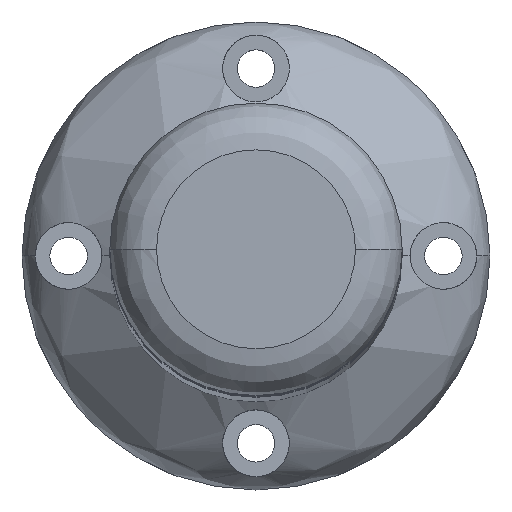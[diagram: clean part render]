
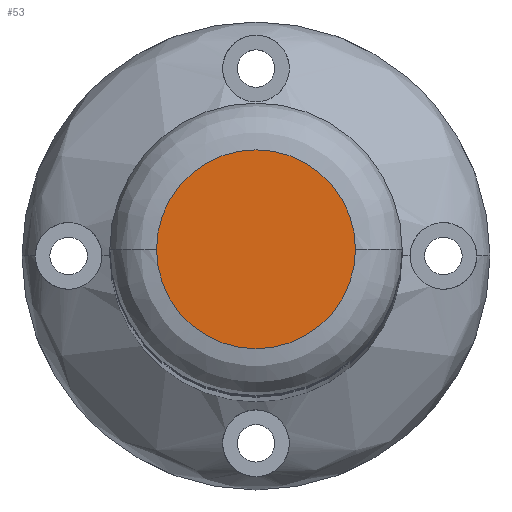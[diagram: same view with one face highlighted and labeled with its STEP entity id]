
A CAD part, top view. The second image highlights one B-rep face of the part: STEP entity #53.
In plain terms, the highlighted planar face has unit normal (0, 0, 1).
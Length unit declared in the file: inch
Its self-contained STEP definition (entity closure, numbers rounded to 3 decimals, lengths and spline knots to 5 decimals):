
#53=ADVANCED_FACE('',(#115),#972,.T.);
#115=FACE_OUTER_BOUND('',#181,.T.);
#181=EDGE_LOOP('',(#291,#292));
#291=ORIENTED_EDGE('',*,*,#546,.F.);
#292=ORIENTED_EDGE('',*,*,#525,.F.);
#525=EDGE_CURVE('',#852,#865,#697,.T.);
#546=EDGE_CURVE('',#865,#852,#711,.T.);
#697=TRIMMED_CURVE($,#775,(#1557),(#1558),.T.,.CARTESIAN.);
#711=TRIMMED_CURVE($,#789,(#1613),(#1614),.T.,.CARTESIAN.);
#775=CIRCLE('',#1108,0.02125);
#789=CIRCLE('',#1122,0.02125);
#852=VERTEX_POINT('',#1489);
#865=VERTEX_POINT('',#1502);
#972=PLANE('',#1087);
#1087=AXIS2_PLACEMENT_3D('',#1439,#1224,$);
#1108=AXIS2_PLACEMENT_3D($,#1556,#1258,#1259);
#1122=AXIS2_PLACEMENT_3D($,#1612,#1286,#1287);
#1224=DIRECTION('',(0.,0.,1.));
#1258=DIRECTION('',(0.,0.,-1.));
#1259=DIRECTION('',(1.,0.,0.));
#1286=DIRECTION('',(0.,0.,-1.));
#1287=DIRECTION('',(-1.,0.,0.));
#1439=CARTESIAN_POINT('',(-0.0315,0.0315,0.825));
#1489=CARTESIAN_POINT('',(0.02125,0.,0.825));
#1502=CARTESIAN_POINT('',(-0.02125,0.,0.825));
#1556=CARTESIAN_POINT('',(0.,0.,0.825));
#1557=CARTESIAN_POINT('',(0.02125,0.,0.825));
#1558=CARTESIAN_POINT('',(-0.02125,0.,0.825));
#1612=CARTESIAN_POINT('',(0.,0.,0.825));
#1613=CARTESIAN_POINT('',(-0.02125,0.,0.825));
#1614=CARTESIAN_POINT('',(0.02125,0.,0.825));
